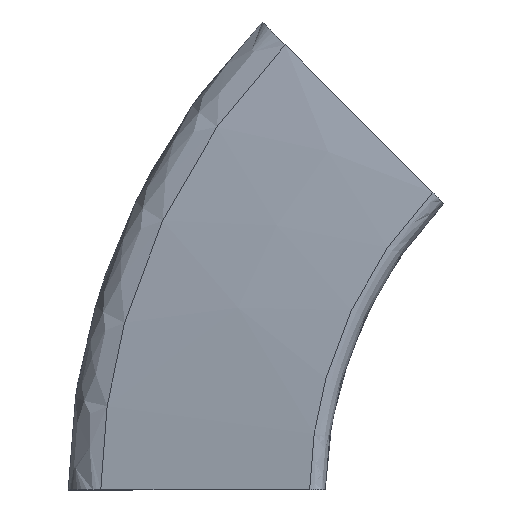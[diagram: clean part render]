
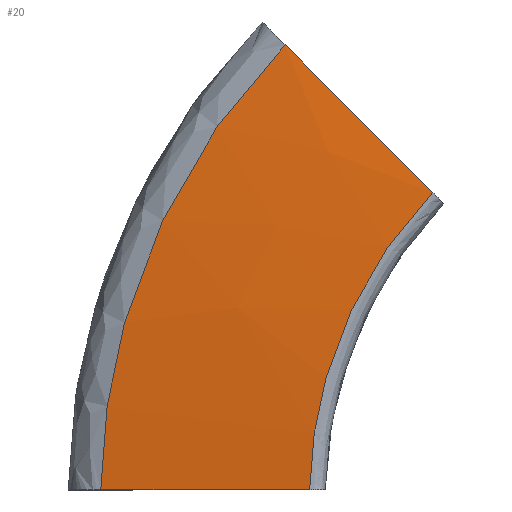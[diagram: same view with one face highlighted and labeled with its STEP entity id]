
A CAD part, top view. The second image highlights one B-rep face of the part: STEP entity #20.
In plain terms, the highlighted free-form (B-spline) face has degree [2, 2] with [9, 5] control points.
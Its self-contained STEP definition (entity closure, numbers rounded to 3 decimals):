
#20=ADVANCED_FACE('',(#50),#460,.T.);
#50=FACE_OUTER_BOUND('',#80,.T.);
#80=EDGE_LOOP('',(#124,#125,#126,#127));
#124=ORIENTED_EDGE('',*,*,#269,.T.);
#125=ORIENTED_EDGE('',*,*,#263,.F.);
#126=ORIENTED_EDGE('',*,*,#268,.F.);
#127=ORIENTED_EDGE('',*,*,#262,.F.);
#262=EDGE_CURVE('',#414,#415,#349,.T.);
#263=EDGE_CURVE('',#416,#417,#350,.T.);
#268=EDGE_CURVE('',#415,#416,#335,.T.);
#269=EDGE_CURVE('',#414,#417,#336,.T.);
#335=(
BOUNDED_CURVE()
B_SPLINE_CURVE(2,(#856,#857,#858),.UNSPECIFIED.,.F.,.F.)
B_SPLINE_CURVE_WITH_KNOTS((3,3),(75.307,99.247),
 .UNSPECIFIED.)
CURVE()
GEOMETRIC_REPRESENTATION_ITEM()
RATIONAL_B_SPLINE_CURVE((1.,0.93,1.))
REPRESENTATION_ITEM('')
);
#336=(
BOUNDED_CURVE()
B_SPLINE_CURVE(2,(#859,#860,#861),.UNSPECIFIED.,.F.,.F.)
B_SPLINE_CURVE_WITH_KNOTS((3,3),(110.056,145.59),
 .UNSPECIFIED.)
CURVE()
GEOMETRIC_REPRESENTATION_ITEM()
RATIONAL_B_SPLINE_CURVE((1.,0.928,1.))
REPRESENTATION_ITEM('')
);
#349=B_SPLINE_CURVE_WITH_KNOTS('',3,(#818,#819,#820,#821,#822,#823),
 .UNSPECIFIED.,.F.,.F.,(4,2,4),(0.,7.737,15.475),
 .UNSPECIFIED.);
#350=B_SPLINE_CURVE_WITH_KNOTS('',3,(#824,#825,#826,#827,#828,#829),
 .UNSPECIFIED.,.F.,.F.,(4,2,4),(0.,7.738,15.475),
 .UNSPECIFIED.);
#414=VERTEX_POINT('',#768);
#415=VERTEX_POINT('',#769);
#416=VERTEX_POINT('',#770);
#417=VERTEX_POINT('',#771);
#460=(
BOUNDED_SURFACE()
B_SPLINE_SURFACE(2,2,((#641,#642,#643,#644,#645),(#646,#647,#648,#649,#650),
(#651,#652,#653,#654,#655),(#656,#657,#658,#659,#660),(#661,#662,#663,#664,
#665),(#666,#667,#668,#669,#670),(#671,#672,#673,#674,#675),(#676,#677,
#678,#679,#680),(#681,#682,#683,#684,#685)),.UNSPECIFIED.,.T.,.F.,.F.)
B_SPLINE_SURFACE_WITH_KNOTS((3,2,2,2,3),(3,2,3),(0.,1.571,3.142,
4.712,6.283),(-1.571,0.,1.571),
 .UNSPECIFIED.)
GEOMETRIC_REPRESENTATION_ITEM()
RATIONAL_B_SPLINE_SURFACE(((1.,0.707,1.,0.707,1.),
(0.707,0.5,0.707,0.5,0.707),(1.,0.707,
1.,0.707,1.),(0.707,0.5,0.707,0.5,0.707),
(1.,0.707,1.,0.707,1.),(0.707,0.5,0.707,
0.5,0.707),(1.,0.707,1.,0.707,1.),(0.707,
0.5,0.707,0.5,0.707),(1.,0.707,1.,0.707,
1.)))
REPRESENTATION_ITEM('')
SURFACE()
);
#641=CARTESIAN_POINT('',(0.,0.,-48.55));
#642=CARTESIAN_POINT('',(100.,0.,-48.55));
#643=CARTESIAN_POINT('',(100.,0.,-8.55));
#644=CARTESIAN_POINT('',(100.,0.,31.45));
#645=CARTESIAN_POINT('',(0.,0.,31.45));
#646=CARTESIAN_POINT('',(0.,0.,-48.55));
#647=CARTESIAN_POINT('',(100.,100.,-48.55));
#648=CARTESIAN_POINT('',(100.,100.,-8.55));
#649=CARTESIAN_POINT('',(100.,100.,31.45));
#650=CARTESIAN_POINT('',(0.,0.,31.45));
#651=CARTESIAN_POINT('',(0.,0.,-48.55));
#652=CARTESIAN_POINT('',(0.,100.,-48.55));
#653=CARTESIAN_POINT('',(0.,100.,-8.55));
#654=CARTESIAN_POINT('',(0.,100.,31.45));
#655=CARTESIAN_POINT('',(0.,0.,31.45));
#656=CARTESIAN_POINT('',(0.,0.,-48.55));
#657=CARTESIAN_POINT('',(-100.,100.,-48.55));
#658=CARTESIAN_POINT('',(-100.,100.,-8.55));
#659=CARTESIAN_POINT('',(-100.,100.,31.45));
#660=CARTESIAN_POINT('',(0.,0.,31.45));
#661=CARTESIAN_POINT('',(0.,0.,-48.55));
#662=CARTESIAN_POINT('',(-100.,0.,-48.55));
#663=CARTESIAN_POINT('',(-100.,0.,-8.55));
#664=CARTESIAN_POINT('',(-100.,0.,31.45));
#665=CARTESIAN_POINT('',(0.,0.,31.45));
#666=CARTESIAN_POINT('',(0.,0.,-48.55));
#667=CARTESIAN_POINT('',(-100.,-100.,-48.55));
#668=CARTESIAN_POINT('',(-100.,-100.,-8.55));
#669=CARTESIAN_POINT('',(-100.,-100.,31.45));
#670=CARTESIAN_POINT('',(0.,0.,31.45));
#671=CARTESIAN_POINT('',(0.,0.,-48.55));
#672=CARTESIAN_POINT('',(0.,-100.,-48.55));
#673=CARTESIAN_POINT('',(0.,-100.,-8.55));
#674=CARTESIAN_POINT('',(0.,-100.,31.45));
#675=CARTESIAN_POINT('',(0.,0.,31.45));
#676=CARTESIAN_POINT('',(0.,0.,-48.55));
#677=CARTESIAN_POINT('',(100.,-100.,-48.55));
#678=CARTESIAN_POINT('',(100.,-100.,-8.55));
#679=CARTESIAN_POINT('',(100.,-100.,31.45));
#680=CARTESIAN_POINT('',(0.,0.,31.45));
#681=CARTESIAN_POINT('',(0.,0.,-48.55));
#682=CARTESIAN_POINT('',(100.,0.,-48.55));
#683=CARTESIAN_POINT('',(100.,0.,-8.55));
#684=CARTESIAN_POINT('',(100.,0.,31.45));
#685=CARTESIAN_POINT('',(0.,0.,31.45));
#768=CARTESIAN_POINT('',(-33.676,32.968,26.73));
#769=CARTESIAN_POINT('',(-22.896,22.189,29.362));
#770=CARTESIAN_POINT('',(-31.879,0.5,29.362));
#771=CARTESIAN_POINT('',(-47.124,0.5,26.73));
#818=CARTESIAN_POINT('',(-33.676,32.968,26.73));
#819=CARTESIAN_POINT('',(-31.893,31.186,27.268));
#820=CARTESIAN_POINT('',(-30.1,29.392,27.755));
#821=CARTESIAN_POINT('',(-26.507,25.8,28.629));
#822=CARTESIAN_POINT('',(-24.702,23.995,29.019));
#823=CARTESIAN_POINT('',(-22.896,22.189,29.362));
#824=CARTESIAN_POINT('',(-31.879,0.5,29.362));
#825=CARTESIAN_POINT('',(-34.434,0.5,29.019));
#826=CARTESIAN_POINT('',(-36.987,0.5,28.629));
#827=CARTESIAN_POINT('',(-42.067,0.5,27.755));
#828=CARTESIAN_POINT('',(-44.604,0.5,27.268));
#829=CARTESIAN_POINT('',(-47.124,0.5,26.73));
#856=CARTESIAN_POINT('',(-22.896,22.189,29.362));
#857=CARTESIAN_POINT('',(-31.681,13.123,29.362));
#858=CARTESIAN_POINT('',(-31.879,0.5,29.362));
#859=CARTESIAN_POINT('',(-33.676,32.968,26.73));
#860=CARTESIAN_POINT('',(-46.923,19.436,26.73));
#861=CARTESIAN_POINT('',(-47.124,0.5,26.73));
